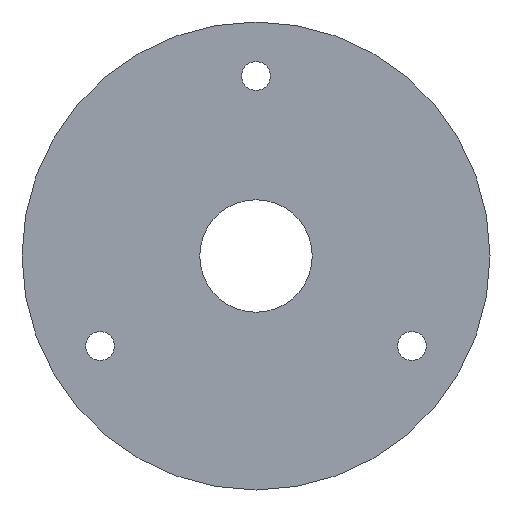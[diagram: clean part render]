
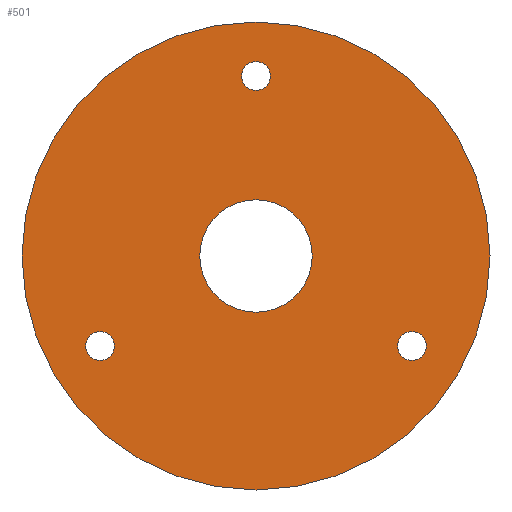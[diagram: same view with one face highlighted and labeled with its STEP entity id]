
A CAD part, front view. The second image highlights one B-rep face of the part: STEP entity #501.
In plain terms, the highlighted planar face has unit normal (0, -1, 0).
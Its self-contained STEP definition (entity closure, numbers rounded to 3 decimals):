
#1 = AXIS2_PLACEMENT_3D ( 'NONE', #25, #411, #334 ) ;
#11 = AXIS2_PLACEMENT_3D ( 'NONE', #291, #120, #370 ) ;
#16 = VERTEX_POINT ( 'NONE', #364 ) ;
#21 = CARTESIAN_POINT ( 'NONE',  ( 0., 0., 0. ) ) ;
#25 = CARTESIAN_POINT ( 'NONE',  ( 0., 0., 20. ) ) ;
#30 = CIRCLE ( 'NONE', #172, 1.6 ) ;
#31 = FACE_BOUND ( 'NONE', #399, .T. ) ;
#32 = ORIENTED_EDGE ( 'NONE', *, *, #296, .F. ) ;
#35 = CARTESIAN_POINT ( 'NONE',  ( -17.321, 0., -8.4 ) ) ;
#38 = CIRCLE ( 'NONE', #250, 26. ) ;
#46 = DIRECTION ( 'NONE',  ( 0., 0., -1. ) ) ;
#48 = DIRECTION ( 'NONE',  ( 0., 0., 1. ) ) ;
#59 = ORIENTED_EDGE ( 'NONE', *, *, #73, .F. ) ;
#63 = ORIENTED_EDGE ( 'NONE', *, *, #207, .F. ) ;
#64 = CARTESIAN_POINT ( 'NONE',  ( 0., 0., -6.25 ) ) ;
#69 = FACE_BOUND ( 'NONE', #138, .T. ) ;
#70 = ORIENTED_EDGE ( 'NONE', *, *, #278, .F. ) ;
#73 = EDGE_CURVE ( 'NONE', #114, #434, #478, .T. ) ;
#74 = ORIENTED_EDGE ( 'NONE', *, *, #421, .F. ) ;
#79 = FACE_OUTER_BOUND ( 'NONE', #474, .T. ) ;
#80 = CIRCLE ( 'NONE', #222, 1.6 ) ;
#86 = CARTESIAN_POINT ( 'NONE',  ( 17.321, 0., -10. ) ) ;
#98 = DIRECTION ( 'NONE',  ( 0., -1., 0. ) ) ;
#103 = AXIS2_PLACEMENT_3D ( 'NONE', #496, #289, #460 ) ;
#107 = DIRECTION ( 'NONE',  ( 0., -1., 0. ) ) ;
#110 = DIRECTION ( 'NONE',  ( 0., 1., 0. ) ) ;
#114 = VERTEX_POINT ( 'NONE', #206 ) ;
#116 = CARTESIAN_POINT ( 'NONE',  ( 17.321, 0., -11.6 ) ) ;
#120 = DIRECTION ( 'NONE',  ( 0., -1., 0. ) ) ;
#125 = FACE_BOUND ( 'NONE', #480, .T. ) ;
#137 = DIRECTION ( 'NONE',  ( 0., 0., -1. ) ) ;
#138 = EDGE_LOOP ( 'NONE', ( #63, #70 ) ) ;
#140 = DIRECTION ( 'NONE',  ( 0., 0., 1. ) ) ;
#152 = CARTESIAN_POINT ( 'NONE',  ( -17.321, 0., -11.6 ) ) ;
#154 = PLANE ( 'NONE',  #493 ) ;
#164 = FACE_BOUND ( 'NONE', #233, .T. ) ;
#172 = AXIS2_PLACEMENT_3D ( 'NONE', #384, #475, #426 ) ;
#175 = VERTEX_POINT ( 'NONE', #543 ) ;
#179 = ORIENTED_EDGE ( 'NONE', *, *, #430, .F. ) ;
#186 = ORIENTED_EDGE ( 'NONE', *, *, #524, .F. ) ;
#195 = CIRCLE ( 'NONE', #1, 1.6 ) ;
#197 = DIRECTION ( 'NONE',  ( 0., 1., 0. ) ) ;
#203 = CIRCLE ( 'NONE', #518, 6.25 ) ;
#205 = CARTESIAN_POINT ( 'NONE',  ( 0., 0., 0. ) ) ;
#206 = CARTESIAN_POINT ( 'NONE',  ( 17.321, 0., -8.4 ) ) ;
#207 = EDGE_CURVE ( 'NONE', #312, #414, #413, .T. ) ;
#222 = AXIS2_PLACEMENT_3D ( 'NONE', #405, #98, #137 ) ;
#228 = VERTEX_POINT ( 'NONE', #64 ) ;
#233 = EDGE_LOOP ( 'NONE', ( #32, #403 ) ) ;
#242 = ORIENTED_EDGE ( 'NONE', *, *, #367, .F. ) ;
#250 = AXIS2_PLACEMENT_3D ( 'NONE', #318, #110, #277 ) ;
#259 = DIRECTION ( 'NONE',  ( 0., -1., 0. ) ) ;
#264 = ORIENTED_EDGE ( 'NONE', *, *, #328, .F. ) ;
#275 = DIRECTION ( 'NONE',  ( 0., -1., 0. ) ) ;
#277 = DIRECTION ( 'NONE',  ( 0., 0., 1. ) ) ;
#278 = EDGE_CURVE ( 'NONE', #414, #312, #80, .T. ) ;
#289 = DIRECTION ( 'NONE',  ( 0., 1., 0. ) ) ;
#291 = CARTESIAN_POINT ( 'NONE',  ( 17.321, 0., -10. ) ) ;
#295 = AXIS2_PLACEMENT_3D ( 'NONE', #21, #107, #48 ) ;
#296 = EDGE_CURVE ( 'NONE', #529, #228, #349, .T. ) ;
#309 = EDGE_CURVE ( 'NONE', #228, #529, #203, .T. ) ;
#312 = VERTEX_POINT ( 'NONE', #152 ) ;
#318 = CARTESIAN_POINT ( 'NONE',  ( 0., 0., 0. ) ) ;
#328 = EDGE_CURVE ( 'NONE', #356, #16, #38, .T. ) ;
#334 = DIRECTION ( 'NONE',  ( 0., 0., -1. ) ) ;
#337 = CARTESIAN_POINT ( 'NONE',  ( -17.321, 0., -10. ) ) ;
#341 = CIRCLE ( 'NONE', #103, 26. ) ;
#348 = CARTESIAN_POINT ( 'NONE',  ( 0., 0., 6.25 ) ) ;
#349 = CIRCLE ( 'NONE', #295, 6.25 ) ;
#356 = VERTEX_POINT ( 'NONE', #500 ) ;
#364 = CARTESIAN_POINT ( 'NONE',  ( 0., 0., 26. ) ) ;
#367 = EDGE_CURVE ( 'NONE', #490, #175, #195, .T. ) ;
#370 = DIRECTION ( 'NONE',  ( 0., 0., -1. ) ) ;
#376 = DIRECTION ( 'NONE',  ( 0., 0., 1. ) ) ;
#384 = CARTESIAN_POINT ( 'NONE',  ( 0., 0., 20. ) ) ;
#399 = EDGE_LOOP ( 'NONE', ( #179, #59 ) ) ;
#403 = ORIENTED_EDGE ( 'NONE', *, *, #309, .F. ) ;
#405 = CARTESIAN_POINT ( 'NONE',  ( -17.321, 0., -10. ) ) ;
#411 = DIRECTION ( 'NONE',  ( 0., -1., 0. ) ) ;
#413 = CIRCLE ( 'NONE', #525, 1.6 ) ;
#414 = VERTEX_POINT ( 'NONE', #35 ) ;
#421 = EDGE_CURVE ( 'NONE', #16, #356, #341, .T. ) ;
#426 = DIRECTION ( 'NONE',  ( 0., 0., -1. ) ) ;
#430 = EDGE_CURVE ( 'NONE', #434, #114, #482, .T. ) ;
#434 = VERTEX_POINT ( 'NONE', #116 ) ;
#455 = CARTESIAN_POINT ( 'NONE',  ( 0., 0., 18.4 ) ) ;
#460 = DIRECTION ( 'NONE',  ( 0., 0., 1. ) ) ;
#463 = DIRECTION ( 'NONE',  ( 0., 0., -1. ) ) ;
#474 = EDGE_LOOP ( 'NONE', ( #264, #74 ) ) ;
#475 = DIRECTION ( 'NONE',  ( 0., -1., 0. ) ) ;
#477 = CARTESIAN_POINT ( 'NONE',  ( 0., 0., 0. ) ) ;
#478 = CIRCLE ( 'NONE', #485, 1.6 ) ;
#480 = EDGE_LOOP ( 'NONE', ( #242, #186 ) ) ;
#482 = CIRCLE ( 'NONE', #11, 1.6 ) ;
#485 = AXIS2_PLACEMENT_3D ( 'NONE', #86, #259, #46 ) ;
#490 = VERTEX_POINT ( 'NONE', #455 ) ;
#493 = AXIS2_PLACEMENT_3D ( 'NONE', #205, #197, #376 ) ;
#496 = CARTESIAN_POINT ( 'NONE',  ( 0., 0., 0. ) ) ;
#500 = CARTESIAN_POINT ( 'NONE',  ( 0., 0., -26. ) ) ;
#501 = ADVANCED_FACE ( 'NONE', ( #125, #31, #69, #164, #79 ), #154, .F. ) ;
#505 = DIRECTION ( 'NONE',  ( 0., -1., 0. ) ) ;
#518 = AXIS2_PLACEMENT_3D ( 'NONE', #477, #275, #140 ) ;
#524 = EDGE_CURVE ( 'NONE', #175, #490, #30, .T. ) ;
#525 = AXIS2_PLACEMENT_3D ( 'NONE', #337, #505, #463 ) ;
#529 = VERTEX_POINT ( 'NONE', #348 ) ;
#543 = CARTESIAN_POINT ( 'NONE',  ( 0., 0., 21.6 ) ) ;
